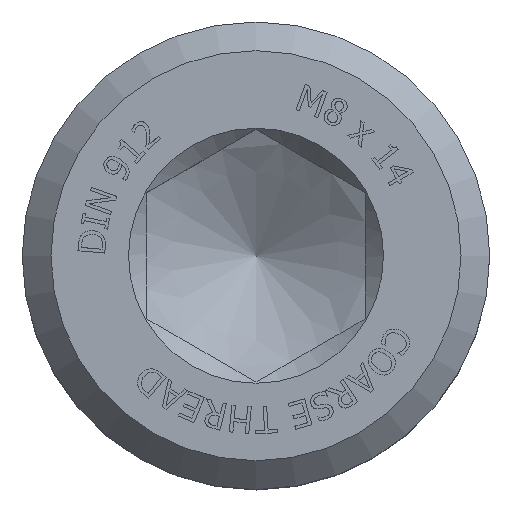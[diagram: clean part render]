
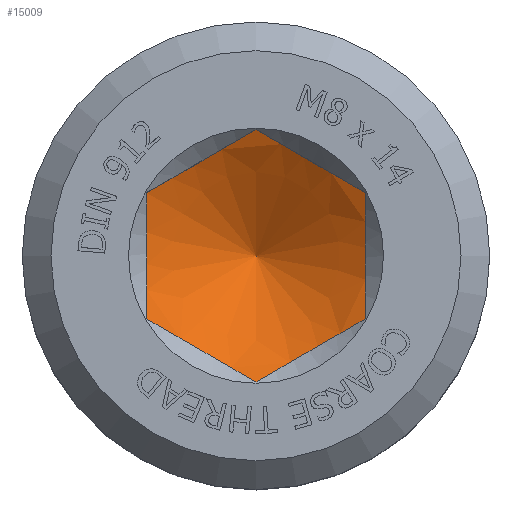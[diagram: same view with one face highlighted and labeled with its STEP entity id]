
A CAD part, top view. The second image highlights one B-rep face of the part: STEP entity #15009.
In plain terms, the highlighted conical face has half-angle 60 degrees and reference radius 2.6 mm.
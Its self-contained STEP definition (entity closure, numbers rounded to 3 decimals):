
#14657=CARTESIAN_POINT('',(0.,3.51,-4.0));
#14658=VERTEX_POINT('',#14657);
#14665=CARTESIAN_POINT('',(3.04,1.755,-4.0));
#14666=VERTEX_POINT('',#14665);
#14667=CARTESIAN_POINT('',(3.04,1.755,-4.0));
#14668=CARTESIAN_POINT('',(1.52,2.633,-4.507));
#14669=CARTESIAN_POINT('',(0.,3.51,-4.0));
#14677=(BOUNDED_CURVE()B_SPLINE_CURVE(2,(#14667,#14668,#14669),.UNSPECIFIED.,.F.,.U.)B_SPLINE_CURVE_WITH_KNOTS((3,3),(0.21,0.67),.UNSPECIFIED.)CURVE()GEOMETRIC_REPRESENTATION_ITEM()RATIONAL_B_SPLINE_CURVE((1.258,1.453,1.258))REPRESENTATION_ITEM(''));
#14678=EDGE_CURVE('',#14666,#14658,#14677,.T.);
#14695=CARTESIAN_POINT('',(-3.04,1.755,-4.0));
#14696=VERTEX_POINT('',#14695);
#14703=CARTESIAN_POINT('',(0.,3.51,-4.0));
#14704=CARTESIAN_POINT('',(-1.52,2.633,-4.507));
#14705=CARTESIAN_POINT('',(-3.04,1.755,-4.0));
#14713=(BOUNDED_CURVE()B_SPLINE_CURVE(2,(#14703,#14704,#14705),.UNSPECIFIED.,.F.,.U.)B_SPLINE_CURVE_WITH_KNOTS((3,3),(0.21,0.67),.UNSPECIFIED.)CURVE()GEOMETRIC_REPRESENTATION_ITEM()RATIONAL_B_SPLINE_CURVE((1.258,1.453,1.258))REPRESENTATION_ITEM(''));
#14714=EDGE_CURVE('',#14658,#14696,#14713,.T.);
#14726=CARTESIAN_POINT('',(-3.04,-1.755,-4.0));
#14727=VERTEX_POINT('',#14726);
#14734=CARTESIAN_POINT('',(-3.04,1.755,-4.0));
#14735=CARTESIAN_POINT('',(-3.04,0.,-4.507));
#14736=CARTESIAN_POINT('',(-3.04,-1.755,-4.0));
#14744=(BOUNDED_CURVE()B_SPLINE_CURVE(2,(#14734,#14735,#14736),.UNSPECIFIED.,.F.,.U.)B_SPLINE_CURVE_WITH_KNOTS((3,3),(0.21,0.67),.UNSPECIFIED.)CURVE()GEOMETRIC_REPRESENTATION_ITEM()RATIONAL_B_SPLINE_CURVE((1.258,1.453,1.258))REPRESENTATION_ITEM(''));
#14745=EDGE_CURVE('',#14696,#14727,#14744,.T.);
#14757=CARTESIAN_POINT('',(0.,-3.51,-4.0));
#14758=VERTEX_POINT('',#14757);
#14765=CARTESIAN_POINT('',(-3.04,-1.755,-4.0));
#14766=CARTESIAN_POINT('',(-1.52,-2.633,-4.507));
#14767=CARTESIAN_POINT('',(0.,-3.51,-4.0));
#14775=(BOUNDED_CURVE()B_SPLINE_CURVE(2,(#14765,#14766,#14767),.UNSPECIFIED.,.F.,.U.)B_SPLINE_CURVE_WITH_KNOTS((3,3),(0.21,0.67),.UNSPECIFIED.)CURVE()GEOMETRIC_REPRESENTATION_ITEM()RATIONAL_B_SPLINE_CURVE((1.258,1.453,1.258))REPRESENTATION_ITEM(''));
#14776=EDGE_CURVE('',#14727,#14758,#14775,.T.);
#14788=CARTESIAN_POINT('',(3.04,-1.755,-4.));
#14789=VERTEX_POINT('',#14788);
#14796=CARTESIAN_POINT('',(0.,-3.51,-4.0));
#14797=CARTESIAN_POINT('',(1.52,-2.633,-4.507));
#14798=CARTESIAN_POINT('',(3.04,-1.755,-4.));
#14806=(BOUNDED_CURVE()B_SPLINE_CURVE(2,(#14796,#14797,#14798),.UNSPECIFIED.,.F.,.U.)B_SPLINE_CURVE_WITH_KNOTS((3,3),(0.21,0.67),.UNSPECIFIED.)CURVE()GEOMETRIC_REPRESENTATION_ITEM()RATIONAL_B_SPLINE_CURVE((1.258,1.453,1.258))REPRESENTATION_ITEM(''));
#14807=EDGE_CURVE('',#14758,#14789,#14806,.T.);
#14820=CARTESIAN_POINT('',(3.04,-1.755,-4.));
#14821=CARTESIAN_POINT('',(3.04,0.,-4.507));
#14822=CARTESIAN_POINT('',(3.04,1.755,-4.0));
#14830=(BOUNDED_CURVE()B_SPLINE_CURVE(2,(#14820,#14821,#14822),.UNSPECIFIED.,.F.,.U.)B_SPLINE_CURVE_WITH_KNOTS((3,3),(0.21,0.67),.UNSPECIFIED.)CURVE()GEOMETRIC_REPRESENTATION_ITEM()RATIONAL_B_SPLINE_CURVE((1.258,1.453,1.258))REPRESENTATION_ITEM(''));
#14831=EDGE_CURVE('',#14789,#14666,#14830,.T.);
#14996=CARTESIAN_POINT('',(0.0,0.,-4.526));
#14997=DIRECTION('',(0.0,0.,1.0));
#14998=DIRECTION('',(0.0,1.0,0.0));
#14999=AXIS2_PLACEMENT_3D('',#14996,#14997,#14998);
#15000=CONICAL_SURFACE('',#14999,2.6,60.);
#15001=ORIENTED_EDGE('',*,*,#14745,.T.);
#15002=ORIENTED_EDGE('',*,*,#14776,.T.);
#15003=ORIENTED_EDGE('',*,*,#14807,.T.);
#15004=ORIENTED_EDGE('',*,*,#14831,.T.);
#15005=ORIENTED_EDGE('',*,*,#14678,.T.);
#15006=ORIENTED_EDGE('',*,*,#14714,.T.);
#15007=EDGE_LOOP('',(#15001,#15002,#15003,#15004,#15005,#15006));
#15008=FACE_OUTER_BOUND('',#15007,.T.);
#15009=ADVANCED_FACE('',(#15008),#15000,.F.);
